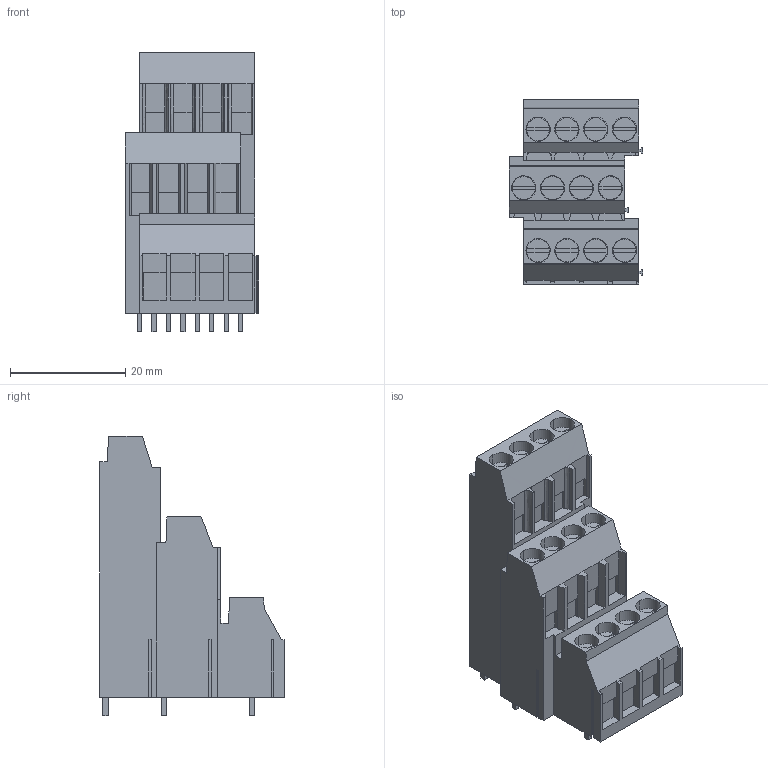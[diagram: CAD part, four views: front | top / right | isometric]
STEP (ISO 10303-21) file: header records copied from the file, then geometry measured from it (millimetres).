
FILE_DESCRIPTION(('CATIA V5 STEP','CAx-IF Rec.Pracs.--- Model Styling and Organization---1.4--- 2014-01-23'),'2;1');
FILE_NAME ('D1461014_1', '2024-03-19T08:29:06+00:00', ('none'), ('Weidmueller'), 'CATIA Version 5-6 Release 2016 SP3 HF44', 'CATIA V5 STEP AP214', 'none');
FILE_SCHEMA(('AUTOMOTIVE_DESIGN { 1 0 10303 214 1 1 1 1 }'));
Length unit declared in the file: millimetre
Products named in the file (1): 1978850000
Bounding box: 23.15 x 32 x 48.47 mm (x, y, z)
Volume: 16731.7 mm3; surface area: 7866.6 mm2
Topology: 25 solids, 25 shells, 725 faces, 2046 edges, 1384 vertices
Faces by surface type: plane 665, cylinder 53, extrusion 7
Entity records: 22342 total; most frequent: CARTESIAN_POINT 4481, ORIENTED_EDGE 4092, DIRECTION 2982, EDGE_CURVE 2046, VECTOR 1826, LINE 1819, VERTEX_POINT 1384, EDGE_LOOP 738
